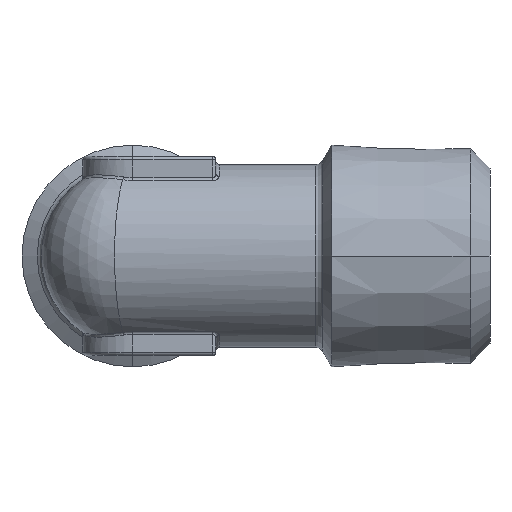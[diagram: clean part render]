
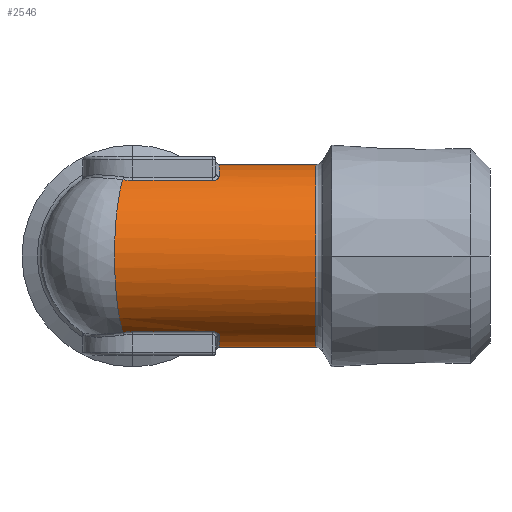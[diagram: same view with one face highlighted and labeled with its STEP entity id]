
A CAD part, left-side view. The second image highlights one B-rep face of the part: STEP entity #2546.
In plain terms, the highlighted cylindrical face has radius 5.5 mm (diameter 11 mm), a partial arc.
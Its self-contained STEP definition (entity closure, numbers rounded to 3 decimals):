
#149 = CARTESIAN_POINT ( 'NONE',  ( 0., -5.2, -5.5 ) ) ;
#153 = CARTESIAN_POINT ( 'NONE',  ( -2.702, -5.2, 4.791 ) ) ;
#486 = ORIENTED_EDGE ( 'NONE', *, *, #1769, .T. ) ;
#487 = ORIENTED_EDGE ( 'NONE', *, *, #1746, .T. ) ;
#488 = ORIENTED_EDGE ( 'NONE', *, *, #1427, .T. ) ;
#489 = ORIENTED_EDGE ( 'NONE', *, *, #1426, .F. ) ;
#490 = ORIENTED_EDGE ( 'NONE', *, *, #1425, .T. ) ;
#491 = ORIENTED_EDGE ( 'NONE', *, *, #1424, .T. ) ;
#492 = ORIENTED_EDGE ( 'NONE', *, *, #1416, .T. ) ;
#493 = ORIENTED_EDGE ( 'NONE', *, *, #1423, .T. ) ;
#494 = ORIENTED_EDGE ( 'NONE', *, *, #1422, .T. ) ;
#495 = ORIENTED_EDGE ( 'NONE', *, *, #1421, .F. ) ;
#496 = ORIENTED_EDGE ( 'NONE', *, *, #1420, .T. ) ;
#497 = ORIENTED_EDGE ( 'NONE', *, *, #1745, .F. ) ;
#561 = VERTEX_POINT ( 'NONE', #153 ) ;
#564 = VERTEX_POINT ( 'NONE', #149 ) ;
#592 = VERTEX_POINT ( 'NONE', #3200 ) ;
#602 = VERTEX_POINT ( 'NONE', #3187 ) ;
#603 = VERTEX_POINT ( 'NONE', #3185 ) ;
#604 = VERTEX_POINT ( 'NONE', #3184 ) ;
#607 = VERTEX_POINT ( 'NONE', #3181 ) ;
#608 = VERTEX_POINT ( 'NONE', #3180 ) ;
#609 = VERTEX_POINT ( 'NONE', #3179 ) ;
#627 = VERTEX_POINT ( 'NONE', #3157 ) ;
#629 = VERTEX_POINT ( 'NONE', #3153 ) ;
#651 = VERTEX_POINT ( 'NONE', #3257 ) ;
#923 = EDGE_LOOP ( 'NONE', ( #497, #496, #495, #494, #493, #492, #491, #490, #489, #488, #487, #486 ) ) ;
#1225 = DIRECTION ( 'NONE',  ( 0., 1., 0. ) ) ;
#1227 = CARTESIAN_POINT ( 'NONE',  ( 0., -11., 0. ) ) ;
#1231 = DIRECTION ( 'NONE',  ( 0., 0., 1. ) ) ;
#1266 = B_SPLINE_CURVE_WITH_KNOTS ( 'NONE', 3,
 ( #2267, #2356, #2350, #2349, #2348, #2347 ),
 .UNSPECIFIED., .F., .F.,
 ( 4, 2, 4 ),
 ( 0., 0., 0.001 ),
 .UNSPECIFIED. ) ;
#1271 = B_SPLINE_CURVE_WITH_KNOTS ( 'NONE', 3,
 ( #2360, #2352, #2536, #2539 ),
 .UNSPECIFIED., .F., .F.,
 ( 4, 4 ),
 ( 0., 0.001 ),
 .UNSPECIFIED. ) ;
#1278 = B_SPLINE_CURVE_WITH_KNOTS ( 'NONE', 3,
 ( #2085, #2089, #2093, #2092, #2091, #2090 ),
 .UNSPECIFIED., .F., .F.,
 ( 4, 2, 4 ),
 ( 0., 0., 0.001 ),
 .UNSPECIFIED. ) ;
#1280 = B_SPLINE_CURVE_WITH_KNOTS ( 'NONE', 3,
 ( #2537, #2538, #2073, #2069 ),
 .UNSPECIFIED., .F., .F.,
 ( 4, 4 ),
 ( 0., 0.001 ),
 .UNSPECIFIED. ) ;
#1371 = CIRCLE ( 'NONE', #3280, 5.5 ) ;
#1416 = EDGE_CURVE ( 'NONE', #592, #607, #2530, .T. ) ;
#1420 = EDGE_CURVE ( 'NONE', #604, #561, #2309, .T. ) ;
#1421 = EDGE_CURVE ( 'NONE', #651, #561, #1266, .T. ) ;
#1422 = EDGE_CURVE ( 'NONE', #651, #627, #2346, .T. ) ;
#1423 = EDGE_CURVE ( 'NONE', #627, #592, #1271, .T. ) ;
#1424 = EDGE_CURVE ( 'NONE', #607, #608, #1280, .T. ) ;
#1425 = EDGE_CURVE ( 'NONE', #608, #629, #2064, .T. ) ;
#1426 = EDGE_CURVE ( 'NONE', #609, #629, #1278, .T. ) ;
#1427 = EDGE_CURVE ( 'NONE', #609, #564, #2320, .T. ) ;
#1535 = DIRECTION ( 'NONE',  ( 0., -1., 0. ) ) ;
#1538 = CARTESIAN_POINT ( 'NONE',  ( 0., 0., -5.5 ) ) ;
#1539 = LINE ( 'NONE', #1538, #2227 ) ;
#1540 = DIRECTION ( 'NONE',  ( 0., -1., 0. ) ) ;
#1549 = CARTESIAN_POINT ( 'NONE',  ( 0., 0., 5.5 ) ) ;
#1550 = LINE ( 'NONE', #1549, #2232 ) ;
#1640 = AXIS2_PLACEMENT_3D ( 'NONE', #3416, #3412, #3419 ) ;
#1745 = EDGE_CURVE ( 'NONE', #604, #602, #1550, .T. ) ;
#1746 = EDGE_CURVE ( 'NONE', #564, #603, #1539, .T. ) ;
#1769 = EDGE_CURVE ( 'NONE', #603, #602, #1371, .T. ) ;
#2050 = DIRECTION ( 'NONE',  ( 0., -1., 0. ) ) ;
#2054 = CARTESIAN_POINT ( 'NONE',  ( -3.088, 0., -4.551 ) ) ;
#2064 = LINE ( 'NONE', #2054, #2323 ) ;
#2069 = CARTESIAN_POINT ( 'NONE',  ( -3.088, 0., -4.551 ) ) ;
#2073 = CARTESIAN_POINT ( 'NONE',  ( -3.088, 0.205, -4.551 ) ) ;
#2084 = DIRECTION ( 'NONE',  ( 1., 0., 0. ) ) ;
#2085 = CARTESIAN_POINT ( 'NONE',  ( -2.702, -5.2, -4.791 ) ) ;
#2086 = DIRECTION ( 'NONE',  ( 0., -1., 0. ) ) ;
#2087 = CARTESIAN_POINT ( 'NONE',  ( 0., -5.2, 0. ) ) ;
#2089 = CARTESIAN_POINT ( 'NONE',  ( -2.8, -5.2, -4.735 ) ) ;
#2090 = CARTESIAN_POINT ( 'NONE',  ( -3.088, -4.8, -4.551 ) ) ;
#2091 = CARTESIAN_POINT ( 'NONE',  ( -3.088, -4.913, -4.551 ) ) ;
#2092 = CARTESIAN_POINT ( 'NONE',  ( -3.04, -5.019, -4.585 ) ) ;
#2093 = CARTESIAN_POINT ( 'NONE',  ( -2.894, -5.162, -4.678 ) ) ;
#2227 = VECTOR ( 'NONE', #1535, 1000. ) ;
#2232 = VECTOR ( 'NONE', #1540, 1000. ) ;
#2267 = CARTESIAN_POINT ( 'NONE',  ( -3.088, -4.8, 4.551 ) ) ;
#2297 = VECTOR ( 'NONE', #2344, 1000. ) ;
#2301 = AXIS2_PLACEMENT_3D ( 'NONE', #2355, #2354, #2353 ) ;
#2307 = AXIS2_PLACEMENT_3D ( 'NONE', #2087, #2086, #2084 ) ;
#2309 = CIRCLE ( 'NONE', #2301, 5.5 ) ;
#2320 = CIRCLE ( 'NONE', #2307, 5.5 ) ;
#2323 = VECTOR ( 'NONE', #2050, 1000. ) ;
#2344 = DIRECTION ( 'NONE',  ( 0., 1., 0. ) ) ;
#2345 = CARTESIAN_POINT ( 'NONE',  ( -3.088, 0., 4.551 ) ) ;
#2346 = LINE ( 'NONE', #2345, #2297 ) ;
#2347 = CARTESIAN_POINT ( 'NONE',  ( -2.702, -5.2, 4.791 ) ) ;
#2348 = CARTESIAN_POINT ( 'NONE',  ( -2.8, -5.2, 4.735 ) ) ;
#2349 = CARTESIAN_POINT ( 'NONE',  ( -2.894, -5.162, 4.678 ) ) ;
#2350 = CARTESIAN_POINT ( 'NONE',  ( -3.039, -5.02, 4.585 ) ) ;
#2352 = CARTESIAN_POINT ( 'NONE',  ( -3.088, 0.205, 4.551 ) ) ;
#2353 = DIRECTION ( 'NONE',  ( 1., 0., 0. ) ) ;
#2354 = DIRECTION ( 'NONE',  ( 0., -1., 0. ) ) ;
#2355 = CARTESIAN_POINT ( 'NONE',  ( 0., -5.2, 0. ) ) ;
#2356 = CARTESIAN_POINT ( 'NONE',  ( -3.088, -4.913, 4.551 ) ) ;
#2360 = CARTESIAN_POINT ( 'NONE',  ( -3.088, 0., 4.551 ) ) ;
#2530 =( BOUNDED_CURVE ( )  B_SPLINE_CURVE ( 3, ( #3911, #3893, #3892, #2849 ),
 .UNSPECIFIED., .F., .T. ) 
 B_SPLINE_CURVE_WITH_KNOTS ( ( 4, 4 ),
 ( 2.155, 4.129 ),
 .UNSPECIFIED. ) 
 CURVE ( )  GEOMETRIC_REPRESENTATION_ITEM ( )  RATIONAL_B_SPLINE_CURVE ( ( 1., 0.701, 0.701, 1. ) ) 
 REPRESENTATION_ITEM ( '' )  );
#2536 = CARTESIAN_POINT ( 'NONE',  ( -3.069, 0.407, 4.564 ) ) ;
#2537 = CARTESIAN_POINT ( 'NONE',  ( -3.032, 0.606, -4.589 ) ) ;
#2538 = CARTESIAN_POINT ( 'NONE',  ( -3.069, 0.407, -4.564 ) ) ;
#2539 = CARTESIAN_POINT ( 'NONE',  ( -3.032, 0.606, 4.589 ) ) ;
#2546 = ADVANCED_FACE ( 'NONE', ( #3415 ), #3418, .T. ) ;
#2849 = CARTESIAN_POINT ( 'NONE',  ( -3.032, 0.606, -4.589 ) ) ;
#3153 = CARTESIAN_POINT ( 'NONE',  ( -3.088, -4.8, -4.551 ) ) ;
#3157 = CARTESIAN_POINT ( 'NONE',  ( -3.088, 0., 4.551 ) ) ;
#3179 = CARTESIAN_POINT ( 'NONE',  ( -2.702, -5.2, -4.791 ) ) ;
#3180 = CARTESIAN_POINT ( 'NONE',  ( -3.088, 0., -4.551 ) ) ;
#3181 = CARTESIAN_POINT ( 'NONE',  ( -3.032, 0.606, -4.589 ) ) ;
#3184 = CARTESIAN_POINT ( 'NONE',  ( 0., -5.2, 5.5 ) ) ;
#3185 = CARTESIAN_POINT ( 'NONE',  ( 0., -11., -5.5 ) ) ;
#3187 = CARTESIAN_POINT ( 'NONE',  ( 0., -11., 5.5 ) ) ;
#3200 = CARTESIAN_POINT ( 'NONE',  ( -3.032, 0.606, 4.589 ) ) ;
#3257 = CARTESIAN_POINT ( 'NONE',  ( -3.088, -4.8, 4.551 ) ) ;
#3280 = AXIS2_PLACEMENT_3D ( 'NONE', #1227, #1225, #1231 ) ;
#3412 = DIRECTION ( 'NONE',  ( 0., -1., 0. ) ) ;
#3415 = FACE_OUTER_BOUND ( 'NONE', #923, .T. ) ;
#3416 = CARTESIAN_POINT ( 'NONE',  ( 0., 0., 0. ) ) ;
#3418 = CYLINDRICAL_SURFACE ( 'NONE', #1640, 5.5 ) ;
#3419 = DIRECTION ( 'NONE',  ( 0., 0., -1. ) ) ;
#3892 = CARTESIAN_POINT ( 'NONE',  ( -6.674, 1.335, -2.183 ) ) ;
#3893 = CARTESIAN_POINT ( 'NONE',  ( -6.674, 1.335, 2.183 ) ) ;
#3911 = CARTESIAN_POINT ( 'NONE',  ( -3.032, 0.606, 4.589 ) ) ;
